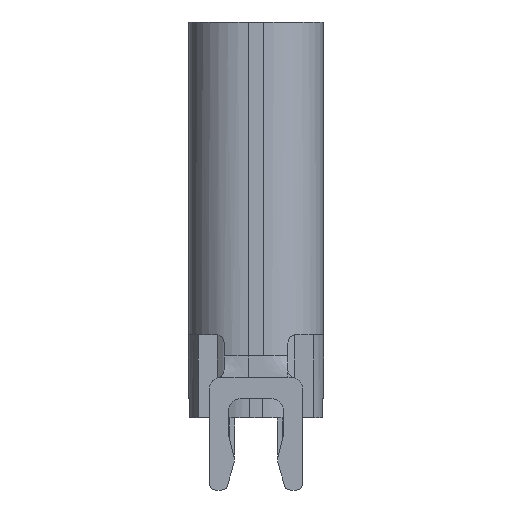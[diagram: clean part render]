
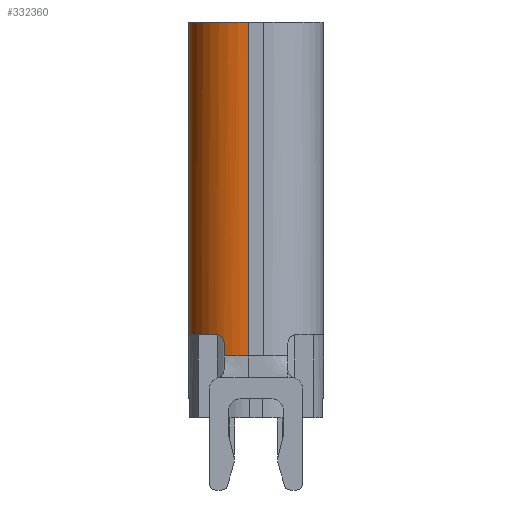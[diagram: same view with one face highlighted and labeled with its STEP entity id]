
A CAD part, left-side view. The second image highlights one B-rep face of the part: STEP entity #332360.
In plain terms, the highlighted cylindrical face has radius 1.4 mm (diameter 2.8 mm), a partial arc.
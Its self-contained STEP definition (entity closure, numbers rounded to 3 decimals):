
#326520=CARTESIAN_POINT('',(4.349,-2.801,
-8.673));
#326530=DIRECTION('',(0.,0.,-1.));
#326540=VECTOR('',#326530,1.);
#326550=LINE('',#326520,#326540);
#326560=CARTESIAN_POINT('',(4.349,-2.801,
-8.193));
#326570=VERTEX_POINT('',#326560);
#326580=CARTESIAN_POINT('',(4.349,-2.801,
-8.493));
#326590=VERTEX_POINT('',#326580);
#326600=EDGE_CURVE('',#326570,#326590,#326550,.T.);
#327320=CARTESIAN_POINT('',(3.07,-2.231,-7.993));
#327330=DIRECTION('',(0.,0.,-1.));
#327340=DIRECTION('',(1.,0.,0.));
#327350=AXIS2_PLACEMENT_3D('',#327320,#327330,#327340);
#327360=CIRCLE('',#327350,1.4);
#327370=CARTESIAN_POINT('',(4.254,-2.978,
-7.993));
#327380=VERTEX_POINT('',#327370);
#327390=CARTESIAN_POINT('',(3.07,-3.631,
-7.993));
#327400=VERTEX_POINT('',#327390);
#327410=EDGE_CURVE('',#327380,#327400,#327360,.T.);
#328960=CARTESIAN_POINT('',(4.47,-2.231,-8.493));
#328970=VERTEX_POINT('',#328960);
#329000=CARTESIAN_POINT('',(4.47,-2.231,-8.673));
#329010=DIRECTION('',(0.,0.,1.));
#329020=VECTOR('',#329010,1.);
#329030=LINE('',#329000,#329020);
#329040=CARTESIAN_POINT('',(4.47,-2.231,-0.643));
#329050=VERTEX_POINT('',#329040);
#329060=EDGE_CURVE('',#328970,#329050,#329030,.T.);
#330420=CARTESIAN_POINT('',(3.07,-3.631,
-0.643));
#330430=VERTEX_POINT('',#330420);
#330460=CARTESIAN_POINT('',(3.07,-3.631,
0.507));
#330470=DIRECTION('',(0.,0.,-1.));
#330480=VECTOR('',#330470,1.);
#330490=LINE('',#330460,#330480);
#330500=EDGE_CURVE('',#330430,#327400,#330490,.T.);
#331950=CARTESIAN_POINT('',(3.07,-2.231,-8.673));
#331960=DIRECTION('',(0.,0.,1.));
#331970=DIRECTION('',(1.,0.,0.));
#331980=AXIS2_PLACEMENT_3D('',#331950,#331960,#331970);
#331990=CYLINDRICAL_SURFACE('',#331980,1.4);
#332000=CARTESIAN_POINT('',(4.254,-2.978,
-7.993));
#332010=CARTESIAN_POINT('',(4.268,-2.956,
-7.993));
#332020=CARTESIAN_POINT('',(4.281,-2.934,
-7.998));
#332030=CARTESIAN_POINT('',(4.293,-2.912,
-8.008));
#332040=CARTESIAN_POINT('',(4.305,-2.891,
-8.018));
#332050=CARTESIAN_POINT('',(4.315,-2.871,
-8.033));
#332060=CARTESIAN_POINT('',(4.324,-2.855,
-8.051));
#332070=CARTESIAN_POINT('',(4.332,-2.838,
-8.07));
#332080=CARTESIAN_POINT('',(4.338,-2.824,
-8.092));
#332090=CARTESIAN_POINT('',(4.342,-2.815,
-8.116));
#332100=CARTESIAN_POINT('',(4.347,-2.806,
-8.14));
#332110=CARTESIAN_POINT('',(4.349,-2.801,
-8.167));
#332120=CARTESIAN_POINT('',(4.349,-2.801,
-8.193));
#332130=B_SPLINE_CURVE_WITH_KNOTS('',3,(#332000,#332010,#332020,#332030,
#332040,#332050,#332060,#332070,#332080,#332090,#332100,#332110,#332120)
,.UNSPECIFIED.,.F.,.F.,(4,3,3,3,4),(0.,0.079,
0.157,0.236,0.315),.UNSPECIFIED.);
#332140=EDGE_CURVE('',#327380,#326570,#332130,.T.);
#332150=ORIENTED_EDGE('',*,*,#332140,.T.);
#332160=ORIENTED_EDGE('',*,*,#327410,.F.);
#332170=ORIENTED_EDGE('',*,*,#330500,.T.);
#332180=CARTESIAN_POINT('',(3.07,-2.231,-0.643));
#332190=DIRECTION('',(0.,0.,1.));
#332200=DIRECTION('',(1.,0.,0.));
#332210=AXIS2_PLACEMENT_3D('',#332180,#332190,#332200);
#332220=CIRCLE('',#332210,1.4);
#332230=EDGE_CURVE('',#330430,#329050,#332220,.T.);
#332240=ORIENTED_EDGE('',*,*,#332230,.F.);
#332250=ORIENTED_EDGE('',*,*,#329060,.T.);
#332260=CARTESIAN_POINT('',(3.088,-2.234,
-8.48));
#332270=DIRECTION('',(-0.009,0.005,
-1.));
#332280=DIRECTION('',(-1.,0.,
0.009));
#332290=AXIS2_PLACEMENT_3D('',#332260,#332270,#332280);
#332300=CIRCLE('',#332290,1.382);
#332310=EDGE_CURVE('',#328970,#326590,#332300,.T.);
#332320=ORIENTED_EDGE('',*,*,#332310,.F.);
#332330=ORIENTED_EDGE('',*,*,#326600,.T.);
#332340=EDGE_LOOP('',(#332330,#332320,#332250,#332240,#332170,#332160,
#332150));
#332350=FACE_OUTER_BOUND('',#332340,.T.);
#332360=ADVANCED_FACE('',(#332350),#331990,.T.);
